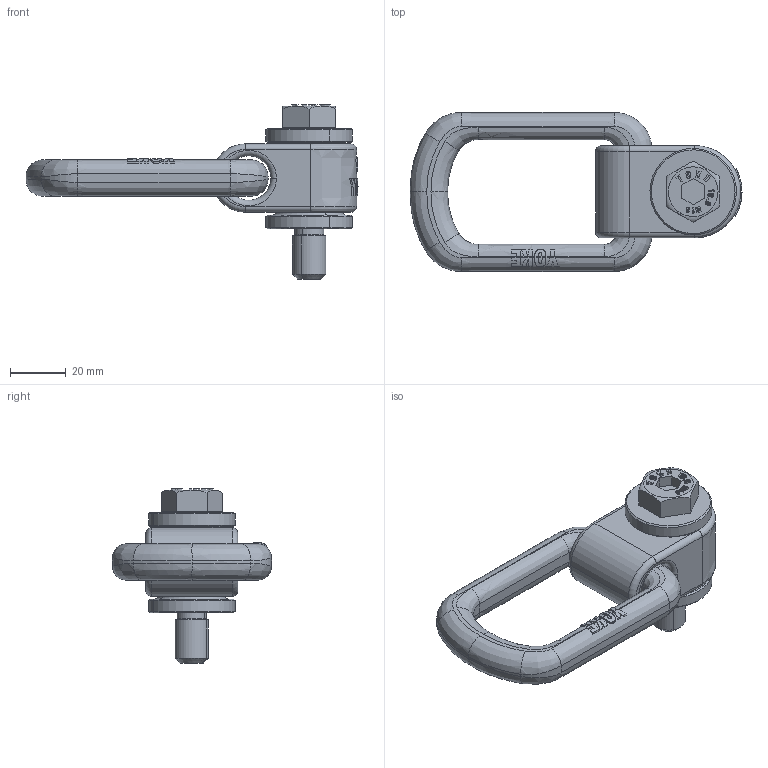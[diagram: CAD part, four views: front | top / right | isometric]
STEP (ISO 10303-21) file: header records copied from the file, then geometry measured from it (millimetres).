
FILE_DESCRIPTION(('CATIA V5 STEP Exchange'),'2;1');
FILE_NAME('8-211-010.stp','2013-10-02T01:22:50+00:00',('none'),('none'),'CATIA Version 5 Release 18 SP 8 (IN-10)','CATIA V5 STEP AP203','none');
FILE_SCHEMA(('CONFIG_CONTROL_DESIGN'));
Length unit declared in the file: millimetre
Products named in the file (1): 8-211-010
Assembly tree (4 placements, depth 2):
  8-211-010
    #56
    #9173
    #9828
    #25418
Bounding box: 118.98 x 57 x 62.5 mm (x, y, z)
Volume: 68535.2 mm3; surface area: 26473.3 mm2
Topology: 4 solids, 4 shells, 989 faces, 2788 edges, 1834 vertices
Faces by surface type: plane 855, bspline 52, cylinder 36, torus 24, cone 14, extrusion 8
Entity records: 39718 total; most frequent: CARTESIAN_POINT 16404, ORIENTED_EDGE 5576, DIRECTION 3558, EDGE_CURVE 2788, VERTEX_POINT 1834, VECTOR 1726, LINE 1718, EDGE_LOOP 1024
